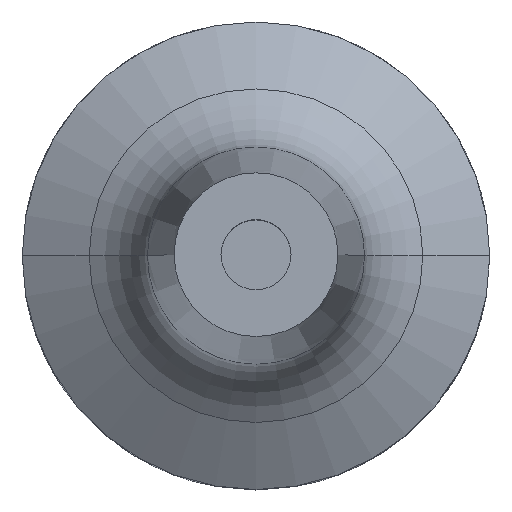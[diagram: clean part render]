
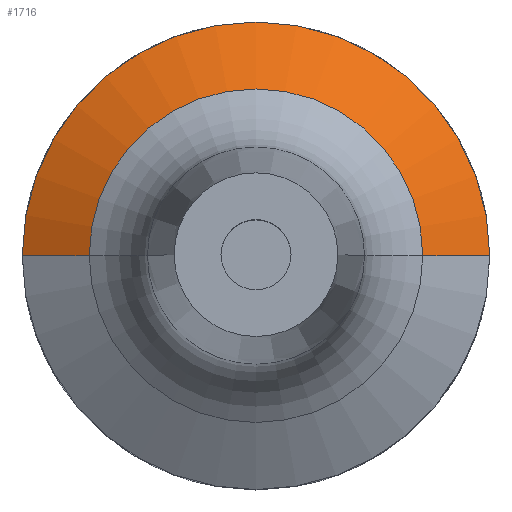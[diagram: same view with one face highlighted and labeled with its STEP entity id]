
A CAD part, top view. The second image highlights one B-rep face of the part: STEP entity #1716.
In plain terms, the highlighted conical face has half-angle 60 degrees and reference radius 20 mm.
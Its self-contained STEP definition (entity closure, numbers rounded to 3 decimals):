
#104 = CARTESIAN_POINT ( 'NONE',  ( -20., 0., 20. ) ) ;
#115 = EDGE_LOOP ( 'NONE', ( #2838, #2040, #1119, #2476 ) ) ;
#474 = CIRCLE ( 'NONE', #2083, 20. ) ;
#495 = EDGE_CURVE ( 'NONE', #717, #496, #1803, .T. ) ;
#496 = VERTEX_POINT ( 'NONE', #3764 ) ;
#717 = VERTEX_POINT ( 'NONE', #2408 ) ;
#881 = VECTOR ( 'NONE', #1184, 1000. ) ;
#927 = DIRECTION ( 'NONE',  ( 0., 0., -1. ) ) ;
#929 = EDGE_CURVE ( 'NONE', #3259, #3685, #1808, .T. ) ;
#1119 = ORIENTED_EDGE ( 'NONE', *, *, #1714, .T. ) ;
#1184 = DIRECTION ( 'NONE',  ( -0.866, 0., -0.5 ) ) ;
#1268 = CIRCLE ( 'NONE', #4159, 14.269 ) ;
#1271 = CARTESIAN_POINT ( 'NONE',  ( 0., 0., 20. ) ) ;
#1286 = DIRECTION ( 'NONE',  ( 0., 0., 1. ) ) ;
#1571 = CARTESIAN_POINT ( 'NONE',  ( -20., 0., 20. ) ) ;
#1714 = EDGE_CURVE ( 'NONE', #496, #3685, #474, .T. ) ;
#1716 = ADVANCED_FACE ( 'NONE', ( #3392 ), #4422, .T. ) ;
#1803 = LINE ( 'NONE', #4437, #4361 ) ;
#1808 = LINE ( 'NONE', #104, #881 ) ;
#2040 = ORIENTED_EDGE ( 'NONE', *, *, #495, .T. ) ;
#2042 = DIRECTION ( 'NONE',  ( 0., 0., -1. ) ) ;
#2083 = AXIS2_PLACEMENT_3D ( 'NONE', #3371, #1286, #3725 ) ;
#2299 = EDGE_CURVE ( 'NONE', #3259, #717, #1268, .T. ) ;
#2332 = DIRECTION ( 'NONE',  ( -1., 0., 0. ) ) ;
#2408 = CARTESIAN_POINT ( 'NONE',  ( 14.269, 0., 23.309 ) ) ;
#2476 = ORIENTED_EDGE ( 'NONE', *, *, #929, .F. ) ;
#2838 = ORIENTED_EDGE ( 'NONE', *, *, #2299, .T. ) ;
#3083 = DIRECTION ( 'NONE',  ( 0.866, 0., -0.5 ) ) ;
#3259 = VERTEX_POINT ( 'NONE', #3465 ) ;
#3371 = CARTESIAN_POINT ( 'NONE',  ( 0., 0., 20. ) ) ;
#3392 = FACE_OUTER_BOUND ( 'NONE', #115, .T. ) ;
#3465 = CARTESIAN_POINT ( 'NONE',  ( -14.269, 0., 23.309 ) ) ;
#3685 = VERTEX_POINT ( 'NONE', #1571 ) ;
#3725 = DIRECTION ( 'NONE',  ( 1., 0., 0. ) ) ;
#3751 = CARTESIAN_POINT ( 'NONE',  ( 0., 0., 23.309 ) ) ;
#3764 = CARTESIAN_POINT ( 'NONE',  ( 20., 0., 20. ) ) ;
#3931 = AXIS2_PLACEMENT_3D ( 'NONE', #1271, #927, #2332 ) ;
#4086 = DIRECTION ( 'NONE',  ( -1., 0., 0. ) ) ;
#4159 = AXIS2_PLACEMENT_3D ( 'NONE', #3751, #2042, #4086 ) ;
#4361 = VECTOR ( 'NONE', #3083, 1000. ) ;
#4422 = CONICAL_SURFACE ( 'NONE', #3931, 20., 1.047 ) ;
#4437 = CARTESIAN_POINT ( 'NONE',  ( 20., 0., 20. ) ) ;
